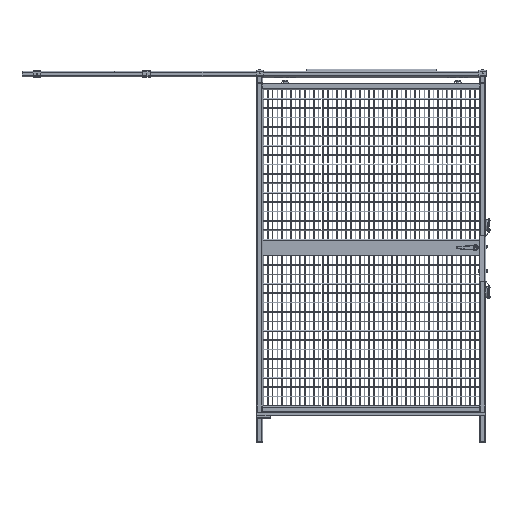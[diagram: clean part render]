
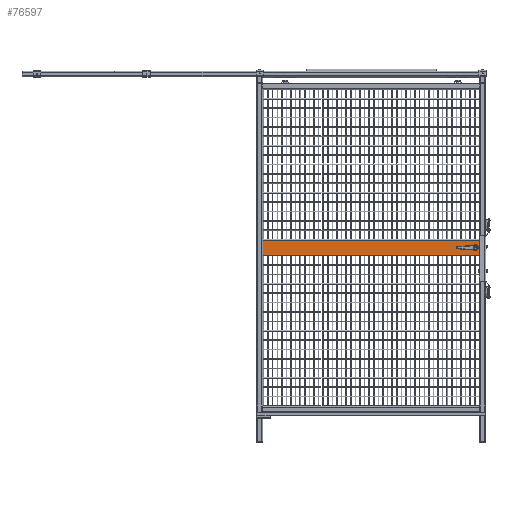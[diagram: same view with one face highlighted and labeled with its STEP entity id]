
A CAD part, top view. The second image highlights one B-rep face of the part: STEP entity #76597.
In plain terms, the highlighted planar face has unit normal (0, 0, 1).
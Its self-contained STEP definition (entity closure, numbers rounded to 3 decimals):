
#371 = CARTESIAN_POINT ( 'NONE',  ( 99385., 1090., 43. ) ) ;
#2567 = EDGE_CURVE ( 'NONE', #50970, #78884, #7834, .T. ) ;
#4093 = CIRCLE ( 'NONE', #24412, 11.5 ) ;
#4816 = ORIENTED_EDGE ( 'NONE', *, *, #52557, .F. ) ;
#5851 = LINE ( 'NONE', #31756, #45746 ) ;
#7132 = AXIS2_PLACEMENT_3D ( 'NONE', #7972, #79737, #54510 ) ;
#7834 = LINE ( 'NONE', #8266, #10815 ) ;
#7972 = CARTESIAN_POINT ( 'NONE',  ( -55., 1050., 43. ) ) ;
#8266 = CARTESIAN_POINT ( 'NONE',  ( -30., 1090., 43. ) ) ;
#9717 = EDGE_CURVE ( 'NONE', #43579, #65811, #63392, .T. ) ;
#10815 = VECTOR ( 'NONE', #20576, 1000. ) ;
#11317 = AXIS2_PLACEMENT_3D ( 'NONE', #371, #19905, #72095 ) ;
#11594 = VECTOR ( 'NONE', #24518, 1000. ) ;
#11837 = EDGE_CURVE ( 'NONE', #65811, #50970, #43804, .T. ) ;
#11910 = EDGE_CURVE ( 'NONE', #78884, #43579, #5851, .T. ) ;
#14068 = EDGE_LOOP ( 'NONE', ( #77486, #80074, #19143, #47920 ) ) ;
#17019 = CARTESIAN_POINT ( 'NONE',  ( -30., 1010., 43. ) ) ;
#17082 = EDGE_CURVE ( 'NONE', #18883, #31782, #76679, .T. ) ;
#18883 = VERTEX_POINT ( 'NONE', #74327 ) ;
#19143 = ORIENTED_EDGE ( 'NONE', *, *, #11910, .F. ) ;
#19381 = CARTESIAN_POINT ( 'NONE',  ( 99385., 1090., 43. ) ) ;
#19905 = DIRECTION ( 'NONE',  ( 0., 0., -1. ) ) ;
#20576 = DIRECTION ( 'NONE',  ( 0., -1., 0. ) ) ;
#24412 = AXIS2_PLACEMENT_3D ( 'NONE', #63097, #42190, #56701 ) ;
#24518 = DIRECTION ( 'NONE',  ( 1., 0., 0. ) ) ;
#31249 = CARTESIAN_POINT ( 'NONE',  ( -1200., 1090., 43. ) ) ;
#31756 = CARTESIAN_POINT ( 'NONE',  ( 99385., 1010., 43. ) ) ;
#31782 = VERTEX_POINT ( 'NONE', #34907 ) ;
#33123 = FACE_BOUND ( 'NONE', #82120, .T. ) ;
#34907 = CARTESIAN_POINT ( 'NONE',  ( -55., 1038.5, 43. ) ) ;
#36108 = CARTESIAN_POINT ( 'NONE',  ( -30., 1090., 43. ) ) ;
#37361 = CARTESIAN_POINT ( 'NONE',  ( -1200., 1090., 43. ) ) ;
#41565 = VECTOR ( 'NONE', #71046, 1000. ) ;
#42190 = DIRECTION ( 'NONE',  ( 0., 0., 1. ) ) ;
#43579 = VERTEX_POINT ( 'NONE', #79586 ) ;
#43804 = LINE ( 'NONE', #19381, #11594 ) ;
#45746 = VECTOR ( 'NONE', #83965, 1000. ) ;
#46846 = FACE_OUTER_BOUND ( 'NONE', #14068, .T. ) ;
#47920 = ORIENTED_EDGE ( 'NONE', *, *, #2567, .F. ) ;
#50970 = VERTEX_POINT ( 'NONE', #36108 ) ;
#52557 = EDGE_CURVE ( 'NONE', #31782, #18883, #4093, .T. ) ;
#54510 = DIRECTION ( 'NONE',  ( 0., -1., 0. ) ) ;
#56701 = DIRECTION ( 'NONE',  ( 0., -1., 0. ) ) ;
#60484 = ORIENTED_EDGE ( 'NONE', *, *, #17082, .F. ) ;
#63097 = CARTESIAN_POINT ( 'NONE',  ( -55., 1050., 43. ) ) ;
#63392 = LINE ( 'NONE', #31249, #41565 ) ;
#65811 = VERTEX_POINT ( 'NONE', #37361 ) ;
#71046 = DIRECTION ( 'NONE',  ( 0., 1., 0. ) ) ;
#72095 = DIRECTION ( 'NONE',  ( 0., 1., 0. ) ) ;
#72963 = PLANE ( 'NONE',  #11317 ) ;
#74327 = CARTESIAN_POINT ( 'NONE',  ( -55., 1061.5, 43. ) ) ;
#76597 = ADVANCED_FACE ( 'NONE', ( #46846, #33123 ), #72963, .F. ) ;
#76679 = CIRCLE ( 'NONE', #7132, 11.5 ) ;
#77486 = ORIENTED_EDGE ( 'NONE', *, *, #11837, .F. ) ;
#78884 = VERTEX_POINT ( 'NONE', #17019 ) ;
#79586 = CARTESIAN_POINT ( 'NONE',  ( -1200., 1010., 43. ) ) ;
#79737 = DIRECTION ( 'NONE',  ( 0., 0., 1. ) ) ;
#80074 = ORIENTED_EDGE ( 'NONE', *, *, #9717, .F. ) ;
#82120 = EDGE_LOOP ( 'NONE', ( #4816, #60484 ) ) ;
#83965 = DIRECTION ( 'NONE',  ( -1., 0., 0. ) ) ;
